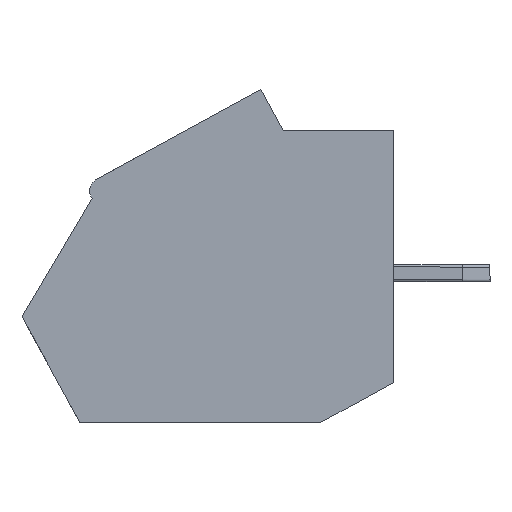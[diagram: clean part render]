
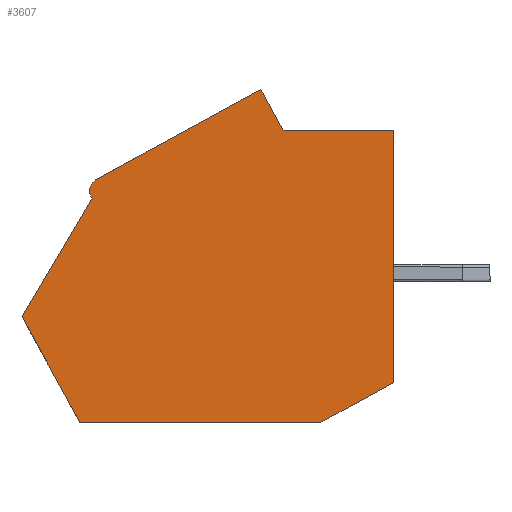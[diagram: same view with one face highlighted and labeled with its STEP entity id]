
A CAD part, left-side view. The second image highlights one B-rep face of the part: STEP entity #3607.
In plain terms, the highlighted planar face has unit normal (-1, 0, 0).
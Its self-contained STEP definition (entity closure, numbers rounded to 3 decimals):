
#428 = VERTEX_POINT ( 'NONE', #1626 ) ;
#433 = VERTEX_POINT ( 'NONE', #1601 ) ;
#456 = EDGE_CURVE ( 'NONE', #602, #601, #1683, .T. ) ;
#489 = EDGE_CURVE ( 'NONE', #433, #428, #1705, .T. ) ;
#601 = VERTEX_POINT ( 'NONE', #1927 ) ;
#602 = VERTEX_POINT ( 'NONE', #1902 ) ;
#671 = VERTEX_POINT ( 'NONE', #2012 ) ;
#697 = EDGE_CURVE ( 'NONE', #601, #671, #2086, .T. ) ;
#701 = EDGE_CURVE ( 'NONE', #3172, #602, #2079, .T. ) ;
#712 = ORIENTED_EDGE ( 'NONE', *, *, #697, .F. ) ;
#716 = EDGE_CURVE ( 'NONE', #3089, #3226, #2114, .T. ) ;
#723 = EDGE_CURVE ( 'NONE', #428, #3089, #2104, .T. ) ;
#730 = VERTEX_POINT ( 'NONE', #2093 ) ;
#769 = ORIENTED_EDGE ( 'NONE', *, *, #3561, .F. ) ;
#771 = ORIENTED_EDGE ( 'NONE', *, *, #3030, .F. ) ;
#772 = ORIENTED_EDGE ( 'NONE', *, *, #723, .F. ) ;
#774 = ORIENTED_EDGE ( 'NONE', *, *, #489, .F. ) ;
#775 = ORIENTED_EDGE ( 'NONE', *, *, #3249, .F. ) ;
#780 = ORIENTED_EDGE ( 'NONE', *, *, #456, .F. ) ;
#1601 = CARTESIAN_POINT ( 'NONE',  ( 0., 12.343, 10.056 ) ) ;
#1626 = CARTESIAN_POINT ( 'NONE',  ( 0., 5.5, 13.8 ) ) ;
#1675 = DIRECTION ( 'NONE',  ( 0., 1., 0. ) ) ;
#1676 = VECTOR ( 'NONE', #1675, 1000. ) ;
#1677 = CARTESIAN_POINT ( 'NONE',  ( 0., 3.013, 0. ) ) ;
#1683 = LINE ( 'NONE', #1677, #1676 ) ;
#1705 = LINE ( 'NONE', #1713, #1755 ) ;
#1712 = DIRECTION ( 'NONE',  ( 0., -0.877, 0.48 ) ) ;
#1713 = CARTESIAN_POINT ( 'NONE',  ( 0., 5.5, 13.8 ) ) ;
#1755 = VECTOR ( 'NONE', #1712, 1000. ) ;
#1902 = CARTESIAN_POINT ( 'NONE',  ( 0., 3.013, 0. ) ) ;
#1927 = CARTESIAN_POINT ( 'NONE',  ( 0., 13., 0. ) ) ;
#2012 = CARTESIAN_POINT ( 'NONE',  ( 0., 15.4, 4.386 ) ) ;
#2071 = DIRECTION ( 'NONE',  ( 0., 0.877, -0.48 ) ) ;
#2072 = VECTOR ( 'NONE', #2071, 1000. ) ;
#2073 = CARTESIAN_POINT ( 'NONE',  ( 0., 3.013, 0. ) ) ;
#2079 = LINE ( 'NONE', #2073, #2072 ) ;
#2083 = DIRECTION ( 'NONE',  ( 0., 0.48, 0.877 ) ) ;
#2084 = VECTOR ( 'NONE', #2083, 1000. ) ;
#2085 = CARTESIAN_POINT ( 'NONE',  ( 0., 13., 0. ) ) ;
#2086 = LINE ( 'NONE', #2085, #2084 ) ;
#2093 = CARTESIAN_POINT ( 'NONE',  ( 0., 12.493, 9.29 ) ) ;
#2101 = DIRECTION ( 'NONE',  ( 0., -0.48, -0.877 ) ) ;
#2102 = VECTOR ( 'NONE', #2101, 1000. ) ;
#2103 = CARTESIAN_POINT ( 'NONE',  ( 0., 5.5, 13.8 ) ) ;
#2104 = LINE ( 'NONE', #2103, #2102 ) ;
#2111 = DIRECTION ( 'NONE',  ( 0., -1., 0. ) ) ;
#2112 = VECTOR ( 'NONE', #2111, 1000. ) ;
#2113 = CARTESIAN_POINT ( 'NONE',  ( 0., 0., 12.1 ) ) ;
#2114 = LINE ( 'NONE', #2113, #2112 ) ;
#2445 = CARTESIAN_POINT ( 'NONE',  ( 0., 12.541, 9.377 ) ) ;
#2485 = DIRECTION ( 'NONE',  ( 0., 0.48, 0.877 ) ) ;
#2486 = VECTOR ( 'NONE', #2485, 1000. ) ;
#2494 = CARTESIAN_POINT ( 'NONE',  ( 0., 12.541, 9.377 ) ) ;
#2496 = LINE ( 'NONE', #2494, #2486 ) ;
#2554 = CARTESIAN_POINT ( 'NONE',  ( 0., 4.57, 12.1 ) ) ;
#2742 = CARTESIAN_POINT ( 'NONE',  ( 0., 0., 1.649 ) ) ;
#2806 = CIRCLE ( 'NONE', #2850, 0.5 ) ;
#2811 = LINE ( 'NONE', #2865, #2864 ) ;
#2822 = CARTESIAN_POINT ( 'NONE',  ( 0., 0., 12.1 ) ) ;
#2848 = CARTESIAN_POINT ( 'NONE',  ( 0., 12.103, 9.617 ) ) ;
#2850 = AXIS2_PLACEMENT_3D ( 'NONE', #2848, #2890, #2889 ) ;
#2863 = DIRECTION ( 'NONE',  ( 0., 0., -1. ) ) ;
#2864 = VECTOR ( 'NONE', #2863, 1000. ) ;
#2865 = CARTESIAN_POINT ( 'NONE',  ( 0., 0., 1.649 ) ) ;
#2889 = DIRECTION ( 'NONE',  ( 0., 0., -1. ) ) ;
#2890 = DIRECTION ( 'NONE',  ( 1., 0., 0. ) ) ;
#3011 = VERTEX_POINT ( 'NONE', #2445 ) ;
#3030 = EDGE_CURVE ( 'NONE', #730, #3011, #2496, .T. ) ;
#3089 = VERTEX_POINT ( 'NONE', #2554 ) ;
#3172 = VERTEX_POINT ( 'NONE', #2742 ) ;
#3226 = VERTEX_POINT ( 'NONE', #2822 ) ;
#3237 = EDGE_CURVE ( 'NONE', #3226, #3172, #2811, .T. ) ;
#3249 = EDGE_CURVE ( 'NONE', #3011, #433, #2806, .T. ) ;
#3561 = EDGE_CURVE ( 'NONE', #671, #730, #4415, .T. ) ;
#3596 = ORIENTED_EDGE ( 'NONE', *, *, #701, .F. ) ;
#3602 = EDGE_LOOP ( 'NONE', ( #3596, #3615, #3614, #772, #774, #775, #771, #769, #712, #780 ) ) ;
#3607 = ADVANCED_FACE ( 'NONE', ( #4473 ), #4463, .F. ) ;
#3614 = ORIENTED_EDGE ( 'NONE', *, *, #716, .F. ) ;
#3615 = ORIENTED_EDGE ( 'NONE', *, *, #3237, .F. ) ;
#4410 = DIRECTION ( 'NONE',  ( 0., -0.51, 0.86 ) ) ;
#4411 = VECTOR ( 'NONE', #4410, 1000. ) ;
#4415 = LINE ( 'NONE', #4420, #4411 ) ;
#4420 = CARTESIAN_POINT ( 'NONE',  ( 0., 15.4, 4.386 ) ) ;
#4458 = AXIS2_PLACEMENT_3D ( 'NONE', #4475, #4485, #4517 ) ;
#4463 = PLANE ( 'NONE',  #4458 ) ;
#4473 = FACE_OUTER_BOUND ( 'NONE', #3602, .T. ) ;
#4475 = CARTESIAN_POINT ( 'NONE',  ( 0., 12.103, 9.617 ) ) ;
#4485 = DIRECTION ( 'NONE',  ( 1., 0., 0. ) ) ;
#4517 = DIRECTION ( 'NONE',  ( 0., 0., -1. ) ) ;
